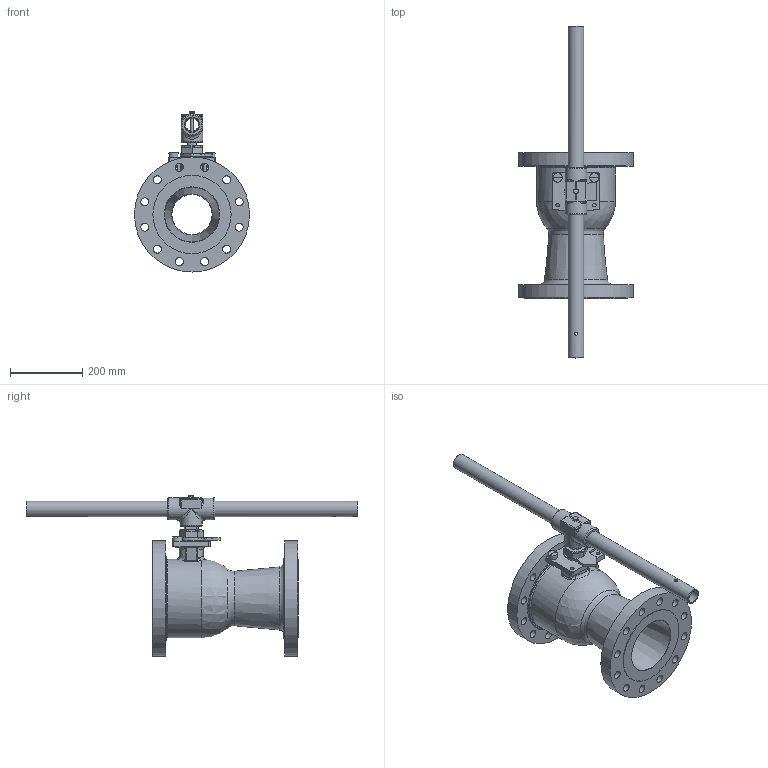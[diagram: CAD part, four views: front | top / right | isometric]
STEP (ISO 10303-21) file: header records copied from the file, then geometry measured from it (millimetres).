
FILE_DESCRIPTION((''),'2;1');
FILE_NAME('GA-60-F52-CL300-W-A-1.stp','2011-05-16T13:59:25',('jaday'),(''),'Autodesk Inventor 2009','Autodesk Inventor 2009','');
FILE_SCHEMA(('AUTOMOTIVE_DESIGN { 1 0 10303 214 1 1 1 1 }'));
Length unit declared in the file: millimetre
Products named in the file (9): GA-60-F52-CL300-W-A-1; GA-B05260-51100-A-1; GA-F51-60-STEM-BUILD-A-1; GA-51-60-041-A-1; GA-44-60-061-A-1; GA-51-60-014-A-1; B00060-01026-A-1; M08-8-060-110-A-1; GA-51-60-031-A-1
Assembly tree (9 placements, depth 2):
  GA-60-F52-CL300-W-A-1
    GA-B05260-51100-A-1
    GA-F51-60-STEM-BUILD-A-1
    GA-51-60-041-A-1
    GA-44-60-061-A-1
    GA-51-60-014-A-1
    B00060-01026-A-1
    M08-8-060-110-A-1
    GA-51-60-031-A-1  x2
Bounding box: 317.5 x 916 x 441.68 mm (x, y, z)
Volume: 11048232.1 mm3; surface area: 1054052.8 mm2
Topology: 9 solids, 9 shells, 306 faces, 744 edges, 454 vertices
Faces by surface type: cylinder 109, plane 103, bspline 53, cone 32, sphere 5, torus 4
Full cylindrical faces by diameter (mm): 8 x1, 9 x5, 9.325 x2, 12 x2, 13.02 x4, 22 x24, 25.36 x2, 35.5 x1, 42.5 x1, 43.5 x1, 46.8 x1, 46.89 x1, 60 x3, 111.125 x2, 111.37 x1, 215.933 x2, 217.489 x1, 317.499 x2
Entity records: 13930 total; most frequent: CARTESIAN_POINT 7285, DIRECTION 1313, ORIENTED_EDGE 1212, EDGE_CURVE 606, AXIS2_PLACEMENT_3D 552, EDGE_LOOP 466, VERTEX_POINT 418, FACE_OUTER_BOUND 295
